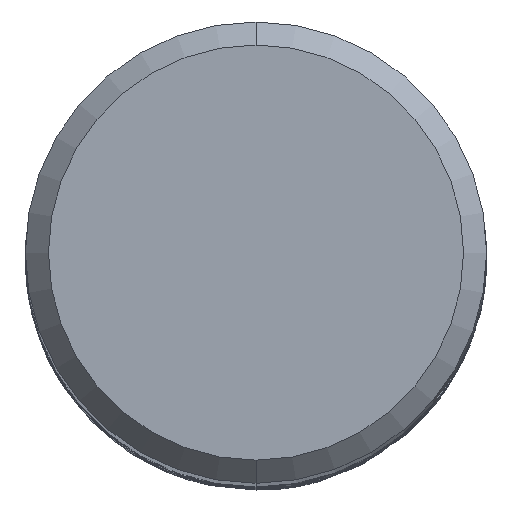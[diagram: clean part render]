
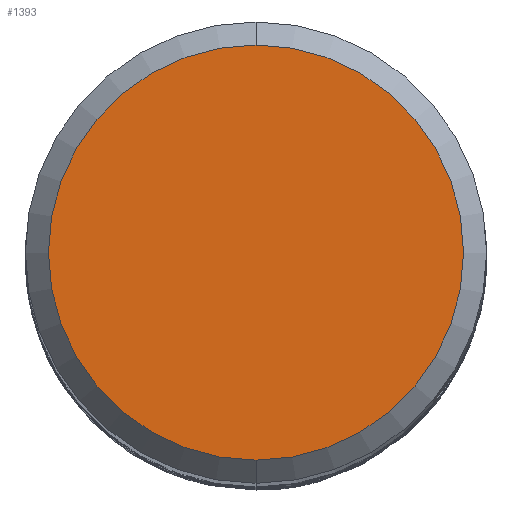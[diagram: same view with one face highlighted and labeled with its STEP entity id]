
A CAD part, top view. The second image highlights one B-rep face of the part: STEP entity #1393.
In plain terms, the highlighted planar face has unit normal (0, 0, 1).
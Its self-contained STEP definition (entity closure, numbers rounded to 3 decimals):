
#651=VERTEX_POINT('',#1886);
#1243=EDGE_CURVE('',#1845,#651,#2531,.T.);
#1393=ADVANCED_FACE('',(#2695),#2696,.T.);
#1493=EDGE_CURVE('',#651,#1845,#2808,.T.);
#1845=VERTEX_POINT('',#3192);
#1886=CARTESIAN_POINT('',(0.,-5.4,0.0));
#2531=CIRCLE('',#9869,5.4);
#2695=FACE_OUTER_BOUND('',#12490,.T.);
#2696=PLANE('',#12491);
#2808=CIRCLE('',#13593,5.4);
#3192=CARTESIAN_POINT('',(0.0,5.4,0.0));
#9869=AXIS2_PLACEMENT_3D('',#18816,#18817,#18818);
#12490=EDGE_LOOP('',(#19006,#19007));
#12491=AXIS2_PLACEMENT_3D('',#19008,#19009,#19010);
#13593=AXIS2_PLACEMENT_3D('',#19143,#19144,#19145);
#18816=CARTESIAN_POINT('',(0.0,0.0,0.0));
#18817=DIRECTION('',(0.0,0.0,-1.0));
#18818=DIRECTION('',(0.0,1.0,0.0));
#19006=ORIENTED_EDGE('',*,*,#1243,.F.);
#19007=ORIENTED_EDGE('',*,*,#1493,.F.);
#19008=CARTESIAN_POINT('',(0.0,2.7,0.0));
#19009=DIRECTION('',(-0.0,0.0,1.0));
#19010=DIRECTION('',(0.0,-1.0,0.0));
#19143=CARTESIAN_POINT('',(0.0,0.0,0.0));
#19144=DIRECTION('',(0.0,0.0,-1.0));
#19145=DIRECTION('',(0.0,1.0,0.0));
